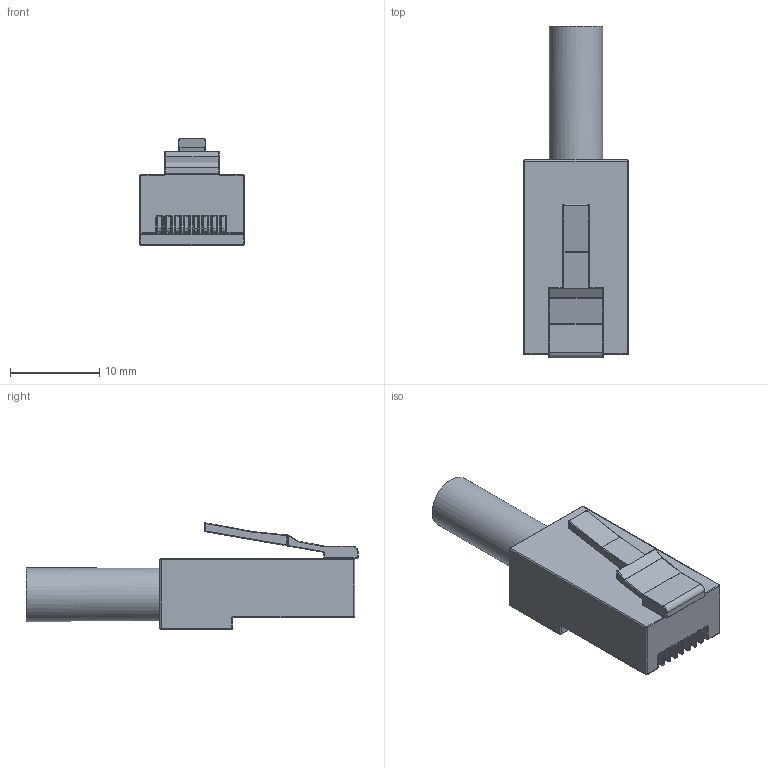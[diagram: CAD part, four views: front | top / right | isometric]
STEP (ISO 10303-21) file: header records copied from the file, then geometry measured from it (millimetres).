
FILE_DESCRIPTION(/* description */ (''),/* implementation_level */ '2;1');
FILE_NAME(/* name */ 'RJ45_Ethernet.step',/* time_stamp */ '2021-06-02T12:14:22+01:00',/* author */ (''),/* organization */ (''),/* preprocessor_version */ 'ST-DEVELOPER v18.1',/* originating_system */ 'Autodesk Translation Framework v10.9.0.1377',/* authorisation */ '');
FILE_SCHEMA (('AUTOMOTIVE_DESIGN { 1 0 10303 214 3 1 1 }'));
Length unit declared in the file: millimetre
Products named in the file (2): RJ45_Ethernet; RJ45_Ethernet_Plug
Assembly tree (1 placements, depth 2):
  RJ45_Ethernet
    RJ45_Ethernet_Plug
Bounding box: 11.68 x 37.17 x 11.94 mm (x, y, z)
Volume: 1998.6 mm3; surface area: 2643.8 mm2
Topology: 17 solids, 17 shells, 828 faces, 2082 edges, 1277 vertices
Faces by surface type: bspline 350, cylinder 237, plane 188, torus 40, sphere 13
Full cylindrical faces by diameter (mm): 0.7 x16, 1 x24, 6 x1
Entity records: 36839 total; most frequent: CARTESIAN_POINT 17866, ORIENTED_EDGE 4138, DIRECTION 3717, EDGE_CURVE 2069, AXIS2_PLACEMENT_3D 1541, VERTEX_POINT 1277, CIRCLE 1040, EDGE_LOOP 864
